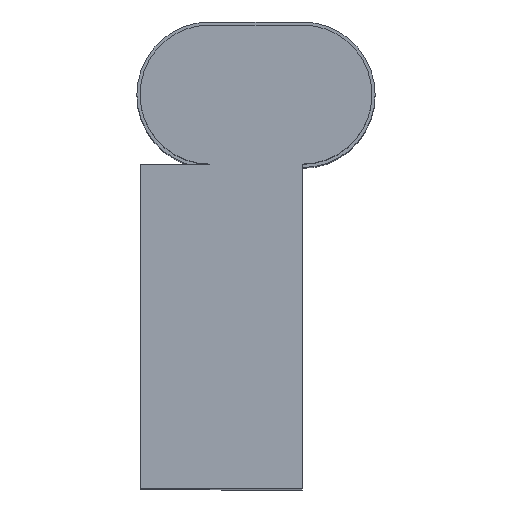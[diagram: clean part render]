
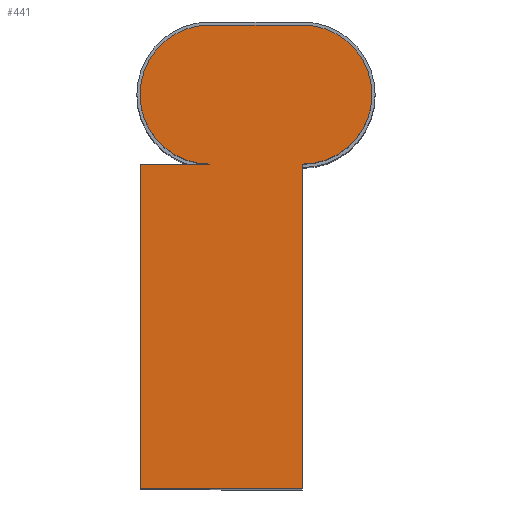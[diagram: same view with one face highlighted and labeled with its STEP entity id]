
A CAD part, top view. The second image highlights one B-rep face of the part: STEP entity #441.
In plain terms, the highlighted planar face has unit normal (0, 0, 1).
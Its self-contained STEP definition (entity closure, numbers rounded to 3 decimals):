
#45=PLANE('',#535);
#69=FACE_OUTER_BOUND('',#95,.T.);
#95=EDGE_LOOP('',(#399,#400,#401,#402,#403,#404,#405));
#116=LINE('',#728,#162);
#118=LINE('',#734,#164);
#134=LINE('',#765,#180);
#135=LINE('',#767,#181);
#142=LINE('',#787,#188);
#162=VECTOR('',#602,10.);
#164=VECTOR('',#606,10.);
#180=VECTOR('',#632,10.);
#181=VECTOR('',#635,10.);
#188=VECTOR('',#658,10.);
#198=CIRCLE('',#530,150.);
#200=CIRCLE('',#533,150.);
#218=VERTEX_POINT('',#722);
#220=VERTEX_POINT('',#726);
#222=VERTEX_POINT('',#731);
#223=VERTEX_POINT('',#733);
#233=VERTEX_POINT('',#763);
#236=VERTEX_POINT('',#776);
#238=VERTEX_POINT('',#782);
#266=EDGE_CURVE('',#218,#220,#116,.T.);
#268=EDGE_CURVE('',#222,#223,#118,.T.);
#284=EDGE_CURVE('',#220,#233,#134,.T.);
#285=EDGE_CURVE('',#223,#233,#135,.T.);
#291=EDGE_CURVE('',#222,#236,#198,.T.);
#293=EDGE_CURVE('',#238,#218,#200,.T.);
#296=EDGE_CURVE('',#238,#236,#142,.T.);
#399=ORIENTED_EDGE('',*,*,#291,.T.);
#400=ORIENTED_EDGE('',*,*,#296,.F.);
#401=ORIENTED_EDGE('',*,*,#293,.T.);
#402=ORIENTED_EDGE('',*,*,#266,.T.);
#403=ORIENTED_EDGE('',*,*,#284,.T.);
#404=ORIENTED_EDGE('',*,*,#285,.F.);
#405=ORIENTED_EDGE('',*,*,#268,.F.);
#441=ADVANCED_FACE('',(#69),#45,.T.);
#530=AXIS2_PLACEMENT_3D('',#778,#646,#647);
#533=AXIS2_PLACEMENT_3D('',#783,#652,#653);
#535=AXIS2_PLACEMENT_3D('',#788,#659,#660);
#602=DIRECTION('',(-1.,0.,0.));
#606=DIRECTION('',(0.,-1.,0.));
#632=DIRECTION('',(0.,-1.,0.));
#635=DIRECTION('',(-1.,0.,0.));
#646=DIRECTION('center_axis',(0.,0.,1.));
#647=DIRECTION('ref_axis',(-1.,0.,0.));
#652=DIRECTION('center_axis',(0.,0.,1.));
#653=DIRECTION('ref_axis',(-1.,0.,0.));
#658=DIRECTION('',(1.,0.,0.));
#659=DIRECTION('center_axis',(0.,0.,1.));
#660=DIRECTION('ref_axis',(1.,0.,0.));
#722=CARTESIAN_POINT('',(-100.,0.,750.));
#726=CARTESIAN_POINT('',(-250.,0.,750.));
#728=CARTESIAN_POINT('',(100.,0.,750.));
#731=CARTESIAN_POINT('',(100.,0.,750.));
#733=CARTESIAN_POINT('',(100.,-700.,750.));
#734=CARTESIAN_POINT('',(100.,0.,750.));
#763=CARTESIAN_POINT('',(-250.,-700.,750.));
#765=CARTESIAN_POINT('',(-250.,0.,750.));
#767=CARTESIAN_POINT('',(100.,-700.,750.));
#776=CARTESIAN_POINT('',(100.,300.,750.));
#778=CARTESIAN_POINT('Origin',(100.,150.,750.));
#782=CARTESIAN_POINT('',(-100.,300.,750.));
#783=CARTESIAN_POINT('Origin',(-100.,150.,750.));
#787=CARTESIAN_POINT('',(-250.,300.,750.));
#788=CARTESIAN_POINT('Origin',(-250.,0.,750.));
